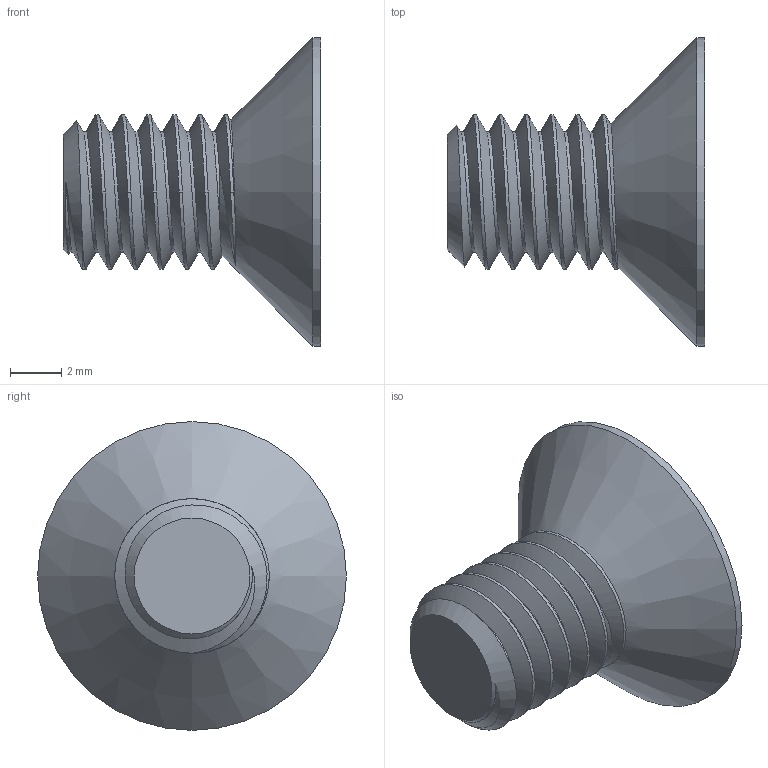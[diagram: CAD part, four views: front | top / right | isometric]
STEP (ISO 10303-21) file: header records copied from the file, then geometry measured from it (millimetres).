
FILE_DESCRIPTION(/* description */ (''),/* implementation_level */ '2;1');
FILE_NAME(/* name */ 'M6x10FHCS-0 v1.step',/* time_stamp */ '2020-09-15T09:41:39-04:00',/* author */ (''),/* organization */ (''),/* preprocessor_version */ 'ST-DEVELOPER v18.1',/* originating_system */ 'Autodesk Translation Framework v9.3.0.1241',/* authorisation */ '');
FILE_SCHEMA (('AUTOMOTIVE_DESIGN { 1 0 10303 214 3 1 1 }'));
Length unit declared in the file: millimetre
Products named in the file (2): M6x10FHCS-0; 92125A234
Assembly tree (1 placements, depth 2):
  M6x10FHCS-0
    92125A234
Bounding box: 10 x 12 x 12 mm (x, y, z)
Volume: 350.6 mm3; surface area: 483.4 mm2
Topology: 1 solids, 1 shells, 34 faces, 80 edges, 49 vertices
Faces by surface type: cylinder 15, plane 9, cone 8, bspline 2
Full cylindrical faces by diameter (mm): 4.701 x5, 6 x5, 12 x1
Entity records: 2599 total; most frequent: CARTESIAN_POINT 1846, ORIENTED_EDGE 160, DIRECTION 123, EDGE_CURVE 80, VERTEX_POINT 49, AXIS2_PLACEMENT_3D 48, EDGE_LOOP 35, FACE_OUTER_BOUND 34
